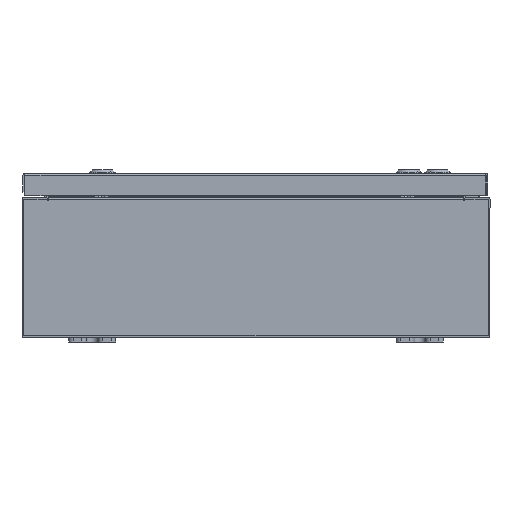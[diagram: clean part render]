
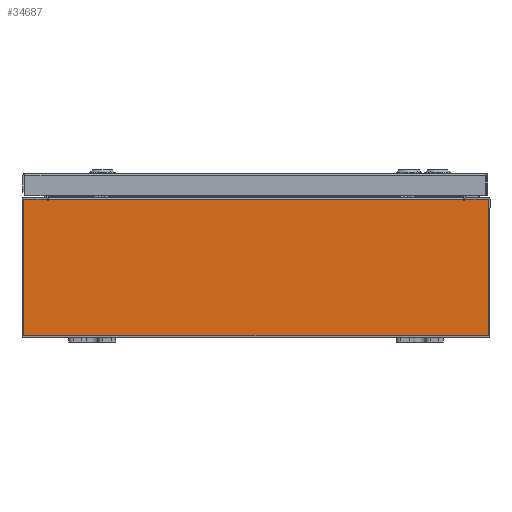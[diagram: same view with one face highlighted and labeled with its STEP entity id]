
A CAD part, front view. The second image highlights one B-rep face of the part: STEP entity #34687.
In plain terms, the highlighted face is planar.
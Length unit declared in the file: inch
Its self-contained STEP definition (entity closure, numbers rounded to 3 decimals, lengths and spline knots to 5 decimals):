
#203 = VERTEX_POINT ( 'NONE', #16549 ) ;
#739 = EDGE_CURVE ( 'NONE', #203, #4005, #54475, .T. ) ;
#2538 = VECTOR ( 'NONE', #33957, 39.37008 ) ;
#3511 = VERTEX_POINT ( 'NONE', #11728 ) ;
#3593 = EDGE_CURVE ( 'NONE', #55427, #36739, #35539, .T. ) ;
#3960 = EDGE_CURVE ( 'NONE', #35296, #55427, #61761, .T. ) ;
#4005 = VERTEX_POINT ( 'NONE', #26838 ) ;
#4114 = LINE ( 'NONE', #62484, #2538 ) ;
#4168 = DIRECTION ( 'NONE',  ( 0., -1., 0. ) ) ;
#4976 = ORIENTED_EDGE ( 'NONE', *, *, #33458, .F. ) ;
#5505 = VERTEX_POINT ( 'NONE', #19167 ) ;
#7695 = AXIS2_PLACEMENT_3D ( 'NONE', #10137, #44168, #15073 ) ;
#7888 = VERTEX_POINT ( 'NONE', #16346 ) ;
#8319 = DIRECTION ( 'NONE',  ( -1., 0., 0. ) ) ;
#8797 = LINE ( 'NONE', #32289, #33302 ) ;
#9410 = CARTESIAN_POINT ( 'NONE',  ( -9.9253, 0., 2.9253 ) ) ;
#10137 = CARTESIAN_POINT ( 'NONE',  ( 8.90588, 0., 2.87495 ) ) ;
#10881 = CARTESIAN_POINT ( 'NONE',  ( -8.92455, 0., 0. ) ) ;
#10981 = LINE ( 'NONE', #43926, #35420 ) ;
#11548 = VECTOR ( 'NONE', #8319, 39.37008 ) ;
#11728 = CARTESIAN_POINT ( 'NONE',  ( 8.92455, 0., 2.87495 ) ) ;
#13030 = CARTESIAN_POINT ( 'NONE',  ( -8.8872, 0., 2.87495 ) ) ;
#13284 = DIRECTION ( 'NONE',  ( 0., 0., 1. ) ) ;
#13327 = ORIENTED_EDGE ( 'NONE', *, *, #58960, .F. ) ;
#15073 = DIRECTION ( 'NONE',  ( 0., 0., -1. ) ) ;
#15215 = DIRECTION ( 'NONE',  ( 1., 0., 0. ) ) ;
#15834 = ORIENTED_EDGE ( 'NONE', *, *, #59076, .T. ) ;
#16346 = CARTESIAN_POINT ( 'NONE',  ( 9.9253, 0., 2.9253 ) ) ;
#16549 = CARTESIAN_POINT ( 'NONE',  ( -8.8872, 0., 2.9123 ) ) ;
#16585 = ORIENTED_EDGE ( 'NONE', *, *, #3593, .F. ) ;
#17471 = VECTOR ( 'NONE', #58387, 39.37008 ) ;
#17760 = EDGE_LOOP ( 'NONE', ( #16585, #42420, #58935, #35294, #13327, #4976, #28706, #15834, #47190, #28168, #53927, #56644 ) ) ;
#18244 = CARTESIAN_POINT ( 'NONE',  ( -9.9253, 0., -2.9253 ) ) ;
#18673 = DIRECTION ( 'NONE',  ( 0., 1., 0. ) ) ;
#18889 = CARTESIAN_POINT ( 'NONE',  ( -8.90587, 0., 2.87495 ) ) ;
#19167 = CARTESIAN_POINT ( 'NONE',  ( -9.9253, 0., 2.9253 ) ) ;
#20517 = AXIS2_PLACEMENT_3D ( 'NONE', #52562, #4168, #38354 ) ;
#21192 = DIRECTION ( 'NONE',  ( 0., 0., -1. ) ) ;
#22690 = FACE_OUTER_BOUND ( 'NONE', #17760, .T. ) ;
#24338 = VERTEX_POINT ( 'NONE', #28998 ) ;
#24495 = DIRECTION ( 'NONE',  ( 0., 0., -1. ) ) ;
#24586 = LINE ( 'NONE', #18244, #11548 ) ;
#26838 = CARTESIAN_POINT ( 'NONE',  ( 8.8872, 0., 2.9123 ) ) ;
#27122 = CARTESIAN_POINT ( 'NONE',  ( -9.9253, 0., -2.9253 ) ) ;
#27306 = VECTOR ( 'NONE', #32756, 39.37008 ) ;
#27970 = DIRECTION ( 'NONE',  ( 0., 0., 1. ) ) ;
#28168 = ORIENTED_EDGE ( 'NONE', *, *, #41618, .T. ) ;
#28706 = ORIENTED_EDGE ( 'NONE', *, *, #35283, .F. ) ;
#28998 = CARTESIAN_POINT ( 'NONE',  ( 9.9253, 0., -2.9253 ) ) ;
#31411 = VECTOR ( 'NONE', #27970, 39.37008 ) ;
#31688 = EDGE_CURVE ( 'NONE', #7888, #24338, #4114, .T. ) ;
#32289 = CARTESIAN_POINT ( 'NONE',  ( 8.92455, 0., 0. ) ) ;
#32756 = DIRECTION ( 'NONE',  ( 0., 0., 1. ) ) ;
#33302 = VECTOR ( 'NONE', #46726, 39.37008 ) ;
#33458 = EDGE_CURVE ( 'NONE', #3511, #43757, #38667, .T. ) ;
#33527 = PLANE ( 'NONE',  #20517 ) ;
#33957 = DIRECTION ( 'NONE',  ( 0., 0., -1. ) ) ;
#34687 = ADVANCED_FACE ( 'NONE', ( #22690 ), #33527, .F. ) ;
#35283 = EDGE_CURVE ( 'NONE', #47791, #3511, #8797, .T. ) ;
#35294 = ORIENTED_EDGE ( 'NONE', *, *, #739, .T. ) ;
#35296 = VERTEX_POINT ( 'NONE', #13030 ) ;
#35385 = DIRECTION ( 'NONE',  ( 1., 0., 0. ) ) ;
#35420 = VECTOR ( 'NONE', #24495, 39.37008 ) ;
#35539 = LINE ( 'NONE', #10881, #59539 ) ;
#36739 = VERTEX_POINT ( 'NONE', #40384 ) ;
#37856 = EDGE_CURVE ( 'NONE', #203, #35296, #10981, .T. ) ;
#38354 = DIRECTION ( 'NONE',  ( 0., 0., -1. ) ) ;
#38667 = CIRCLE ( 'NONE', #7695, 0.01868 ) ;
#40384 = CARTESIAN_POINT ( 'NONE',  ( -8.92455, 0., 2.9253 ) ) ;
#41618 = EDGE_CURVE ( 'NONE', #24338, #45413, #24586, .T. ) ;
#42420 = ORIENTED_EDGE ( 'NONE', *, *, #3960, .F. ) ;
#42700 = CARTESIAN_POINT ( 'NONE',  ( -9.9253, 0., 2.9253 ) ) ;
#43034 = EDGE_CURVE ( 'NONE', #45413, #5505, #48639, .T. ) ;
#43757 = VERTEX_POINT ( 'NONE', #51791 ) ;
#43926 = CARTESIAN_POINT ( 'NONE',  ( -8.8872, 0., 0. ) ) ;
#44168 = DIRECTION ( 'NONE',  ( 0., 1., 0. ) ) ;
#45184 = EDGE_CURVE ( 'NONE', #5505, #36739, #52238, .T. ) ;
#45364 = AXIS2_PLACEMENT_3D ( 'NONE', #18889, #18673, #21192 ) ;
#45413 = VERTEX_POINT ( 'NONE', #27122 ) ;
#46726 = DIRECTION ( 'NONE',  ( 0., 0., -1. ) ) ;
#47190 = ORIENTED_EDGE ( 'NONE', *, *, #31688, .T. ) ;
#47791 = VERTEX_POINT ( 'NONE', #51682 ) ;
#48639 = LINE ( 'NONE', #42700, #31411 ) ;
#49825 = LINE ( 'NONE', #9410, #62637 ) ;
#51682 = CARTESIAN_POINT ( 'NONE',  ( 8.92455, 0., 2.9253 ) ) ;
#51791 = CARTESIAN_POINT ( 'NONE',  ( 8.8872, 0., 2.87495 ) ) ;
#51988 = CARTESIAN_POINT ( 'NONE',  ( 8.8872, 0., 0. ) ) ;
#52238 = LINE ( 'NONE', #54449, #53753 ) ;
#52475 = CARTESIAN_POINT ( 'NONE',  ( -8.92455, 0., 2.87495 ) ) ;
#52562 = CARTESIAN_POINT ( 'NONE',  ( 0., 0., 0. ) ) ;
#52826 = LINE ( 'NONE', #51988, #27306 ) ;
#53753 = VECTOR ( 'NONE', #35385, 39.37008 ) ;
#53927 = ORIENTED_EDGE ( 'NONE', *, *, #43034, .T. ) ;
#54024 = CARTESIAN_POINT ( 'NONE',  ( -8.8872, 0., 2.9123 ) ) ;
#54449 = CARTESIAN_POINT ( 'NONE',  ( -9.9253, 0., 2.9253 ) ) ;
#54475 = LINE ( 'NONE', #54024, #17471 ) ;
#55427 = VERTEX_POINT ( 'NONE', #52475 ) ;
#56644 = ORIENTED_EDGE ( 'NONE', *, *, #45184, .T. ) ;
#58387 = DIRECTION ( 'NONE',  ( 1., 0., 0. ) ) ;
#58935 = ORIENTED_EDGE ( 'NONE', *, *, #37856, .F. ) ;
#58960 = EDGE_CURVE ( 'NONE', #43757, #4005, #52826, .T. ) ;
#59076 = EDGE_CURVE ( 'NONE', #47791, #7888, #49825, .T. ) ;
#59539 = VECTOR ( 'NONE', #13284, 39.37008 ) ;
#61761 = CIRCLE ( 'NONE', #45364, 0.01868 ) ;
#62484 = CARTESIAN_POINT ( 'NONE',  ( 9.9253, 0., 2.9253 ) ) ;
#62637 = VECTOR ( 'NONE', #15215, 39.37008 ) ;
